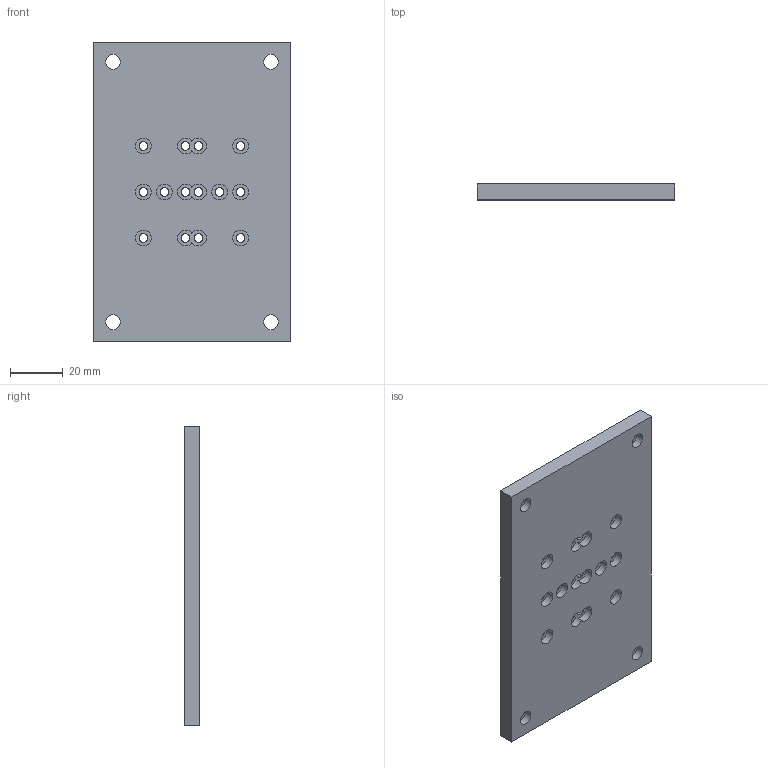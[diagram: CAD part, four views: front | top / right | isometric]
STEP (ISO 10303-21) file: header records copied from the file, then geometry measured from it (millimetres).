
FILE_DESCRIPTION(/* description */ (''),/* implementation_level */ '2;1');
FILE_NAME(/* name */ 'Darwin Foot.step',/* time_stamp */ '2017-06-24T11:50:06+10:00',/* author */ (''),/* organization */ (''),/* preprocessor_version */ 'ST-DEVELOPER v16.13',/* originating_system */ 'Autodesk Translation Framework v6.1.1.50',/* authorisation */ '');
FILE_SCHEMA (('AUTOMOTIVE_DESIGN { 1 0 10303 214 3 1 1 }'));
Length unit declared in the file: millimetre
Products named in the file (1): Darwin feet v2(1)
Bounding box: 75.14 x 6 x 114 mm (x, y, z)
Volume: 48839.4 mm3; surface area: 20688.5 mm2
Topology: 1 solids, 1 shells, 77 faces, 180 edges, 120 vertices
Faces by surface type: plane 45, cylinder 32
Full cylindrical faces by diameter (mm): 3.3 x14, 5.6 x4, 6 x8
Entity records: 2182 total; most frequent: DIRECTION 374, CARTESIAN_POINT 352, ORIENTED_EDGE 308, EDGE_LOOP 154, EDGE_CURVE 154, AXIS2_PLACEMENT_3D 142, VERTEX_POINT 120, LINE 90
